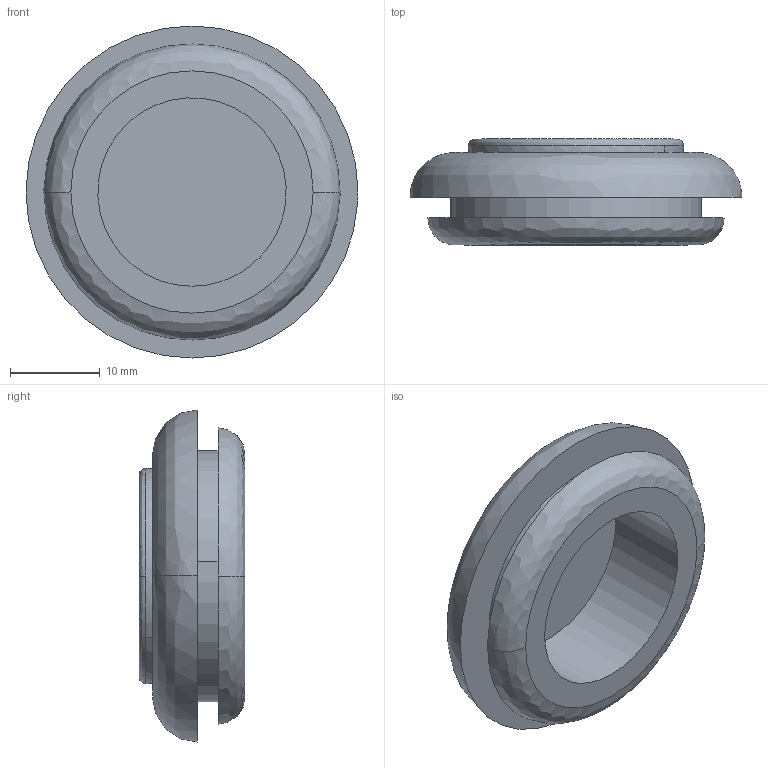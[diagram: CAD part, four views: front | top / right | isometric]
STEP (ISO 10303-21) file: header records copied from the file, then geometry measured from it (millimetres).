
FILE_DESCRIPTION( (''), '2;1');
FILE_NAME ('PC50.12492.TM_MG_7_CRUL_17459.stp','2019-12-19T14:49:06',(''),(''),'spGate 15.6.1','','');
FILE_SCHEMA (('AUTOMOTIVE_DESIGN'));
Length unit declared in the file: millimetre
Bounding box: 37 x 11.8 x 37 mm (x, y, z)
Volume: 5331.5 mm3; surface area: 4141 mm2
Topology: 1 solids, 1 shells, 20 faces, 66 edges, 52 vertices
Faces by surface type: cylinder 8, plane 6, bspline 6
Entity records: 1431 total; most frequent: CARTESIAN_POINT 334, DIRECTION 132, ORIENTED_EDGE 132, COLOUR_RGB 87, PRESENTATION_STYLE_ASSIGNMENT 87, STYLED_ITEM 87, AXIS2_PLACEMENT_3D 66, EDGE_CURVE 66
